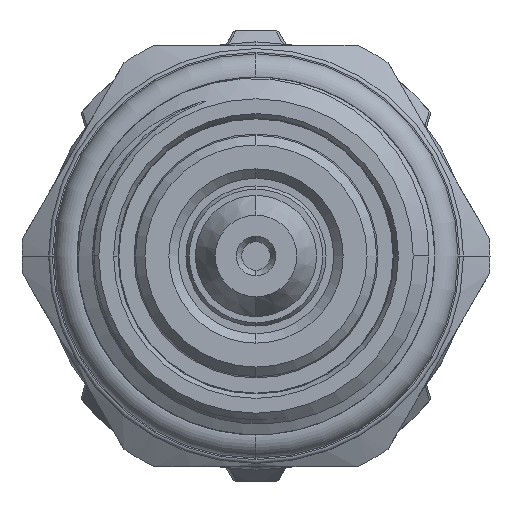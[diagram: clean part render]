
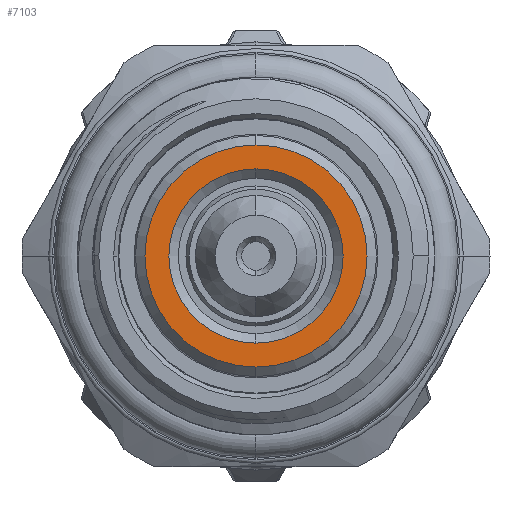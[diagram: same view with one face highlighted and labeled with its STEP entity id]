
A CAD part, left-side view. The second image highlights one B-rep face of the part: STEP entity #7103.
In plain terms, the highlighted planar face has unit normal (-1, 0, 0).
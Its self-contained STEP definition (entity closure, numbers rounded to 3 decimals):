
#186 = AXIS2_PLACEMENT_3D ( 'NONE', #3703, #8757, #552 ) ;
#266 = CIRCLE ( 'NONE', #7030, 5.85 ) ;
#274 = DIRECTION ( 'NONE',  ( 1., 0., 0. ) ) ;
#552 = DIRECTION ( 'NONE',  ( 0., 0., -1. ) ) ;
#1261 = DIRECTION ( 'NONE',  ( 0., 0., -1. ) ) ;
#1433 = CIRCLE ( 'NONE', #2161, 5.85 ) ;
#1589 = AXIS2_PLACEMENT_3D ( 'NONE', #12446, #274, #6279 ) ;
#2087 = FACE_BOUND ( 'NONE', #7818, .T. ) ;
#2161 = AXIS2_PLACEMENT_3D ( 'NONE', #12095, #2661, #13037 ) ;
#2661 = DIRECTION ( 'NONE',  ( -1., 0., 0. ) ) ;
#3172 = DIRECTION ( 'NONE',  ( 0., 0., -1. ) ) ;
#3216 = DIRECTION ( 'NONE',  ( 1., 0., 0. ) ) ;
#3703 = CARTESIAN_POINT ( 'NONE',  ( 0., 0., 0. ) ) ;
#3744 = ORIENTED_EDGE ( 'NONE', *, *, #10891, .T. ) ;
#3849 = EDGE_CURVE ( 'NONE', #11752, #7204, #1433, .T. ) ;
#4655 = CARTESIAN_POINT ( 'NONE',  ( 0., 0., -4.59 ) ) ;
#5290 = CARTESIAN_POINT ( 'NONE',  ( 0., 0., 4.59 ) ) ;
#5383 = EDGE_CURVE ( 'NONE', #6803, #8704, #5603, .T. ) ;
#5603 = CIRCLE ( 'NONE', #10736, 4.59 ) ;
#5777 = ORIENTED_EDGE ( 'NONE', *, *, #3849, .T. ) ;
#6238 = CARTESIAN_POINT ( 'NONE',  ( 0., 0., 0. ) ) ;
#6252 = CIRCLE ( 'NONE', #1589, 4.59 ) ;
#6279 = DIRECTION ( 'NONE',  ( 0., 0., -1. ) ) ;
#6803 = VERTEX_POINT ( 'NONE', #5290 ) ;
#6876 = FACE_OUTER_BOUND ( 'NONE', #13131, .T. ) ;
#7030 = AXIS2_PLACEMENT_3D ( 'NONE', #6238, #10446, #1261 ) ;
#7103 = ADVANCED_FACE ( 'NONE', ( #2087, #6876 ), #9762, .F. ) ;
#7204 = VERTEX_POINT ( 'NONE', #9022 ) ;
#7438 = EDGE_CURVE ( 'NONE', #7204, #11752, #266, .T. ) ;
#7752 = ORIENTED_EDGE ( 'NONE', *, *, #7438, .T. ) ;
#7818 = EDGE_LOOP ( 'NONE', ( #10209, #3744 ) ) ;
#8704 = VERTEX_POINT ( 'NONE', #4655 ) ;
#8757 = DIRECTION ( 'NONE',  ( 1., 0., 0. ) ) ;
#9022 = CARTESIAN_POINT ( 'NONE',  ( 0., 0., 5.85 ) ) ;
#9180 = CARTESIAN_POINT ( 'NONE',  ( 0., 0., 0. ) ) ;
#9762 = PLANE ( 'NONE',  #186 ) ;
#10209 = ORIENTED_EDGE ( 'NONE', *, *, #5383, .T. ) ;
#10446 = DIRECTION ( 'NONE',  ( -1., 0., 0. ) ) ;
#10736 = AXIS2_PLACEMENT_3D ( 'NONE', #9180, #3216, #3172 ) ;
#10891 = EDGE_CURVE ( 'NONE', #8704, #6803, #6252, .T. ) ;
#11752 = VERTEX_POINT ( 'NONE', #12872 ) ;
#12095 = CARTESIAN_POINT ( 'NONE',  ( 0., 0., 0. ) ) ;
#12446 = CARTESIAN_POINT ( 'NONE',  ( 0., 0., 0. ) ) ;
#12872 = CARTESIAN_POINT ( 'NONE',  ( 0., 0., -5.85 ) ) ;
#13037 = DIRECTION ( 'NONE',  ( 0., 0., -1. ) ) ;
#13131 = EDGE_LOOP ( 'NONE', ( #5777, #7752 ) ) ;
